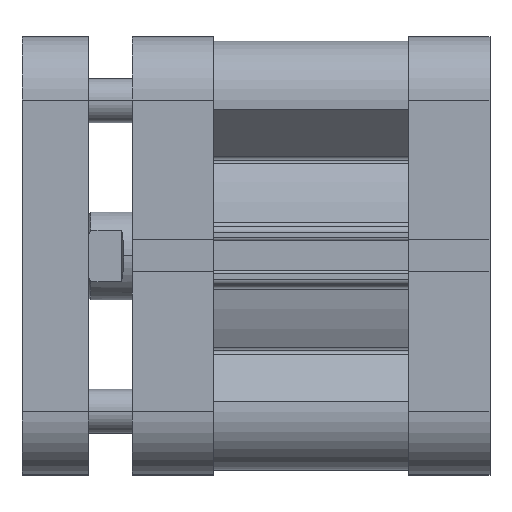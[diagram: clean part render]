
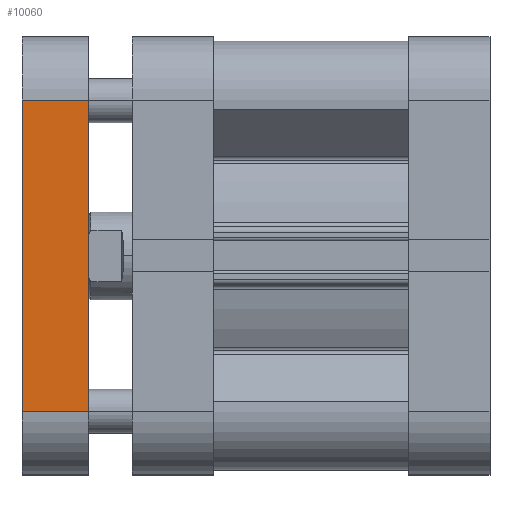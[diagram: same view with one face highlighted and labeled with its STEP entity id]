
A CAD part, top view. The second image highlights one B-rep face of the part: STEP entity #10060.
In plain terms, the highlighted planar face has unit normal (0, 0, 1).
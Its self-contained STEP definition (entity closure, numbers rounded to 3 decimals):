
#721 = PLANE ( 'NONE',  #6783 ) ;
#727 = CARTESIAN_POINT ( 'NONE',  ( 40.394, 39.75, 39.75 ) ) ;
#739 = DIRECTION ( 'NONE',  ( 0., 0., -1. ) ) ;
#741 = DIRECTION ( 'NONE',  ( 0., 1., 0. ) ) ;
#3950 = CARTESIAN_POINT ( 'NONE',  ( -15.821, 28.25, 39.75 ) ) ;
#3966 = CARTESIAN_POINT ( 'NONE',  ( -27.821, 28.25, 39.75 ) ) ;
#3972 = CARTESIAN_POINT ( 'NONE',  ( -27.821, -28.25, 39.75 ) ) ;
#3980 = CARTESIAN_POINT ( 'NONE',  ( -15.821, -28.25, 39.75 ) ) ;
#4407 = EDGE_LOOP ( 'NONE', ( #4419, #4453, #4427, #4440 ) ) ;
#4419 = ORIENTED_EDGE ( 'NONE', *, *, #6111, .T. ) ;
#4427 = ORIENTED_EDGE ( 'NONE', *, *, #6093, .T. ) ;
#4440 = ORIENTED_EDGE ( 'NONE', *, *, #6124, .T. ) ;
#4453 = ORIENTED_EDGE ( 'NONE', *, *, #6120, .T. ) ;
#5651 = VERTEX_POINT ( 'NONE', #3950 ) ;
#5667 = VERTEX_POINT ( 'NONE', #3966 ) ;
#5673 = VERTEX_POINT ( 'NONE', #3972 ) ;
#5681 = VERTEX_POINT ( 'NONE', #3980 ) ;
#6093 = EDGE_CURVE ( 'NONE', #5681, #5651, #9435, .T. ) ;
#6111 = EDGE_CURVE ( 'NONE', #5667, #5673, #9459, .T. ) ;
#6120 = EDGE_CURVE ( 'NONE', #5673, #5681, #9481, .T. ) ;
#6124 = EDGE_CURVE ( 'NONE', #5651, #5667, #9515, .T. ) ;
#6783 = AXIS2_PLACEMENT_3D ( 'NONE', #727, #739, #741 ) ;
#8117 = CARTESIAN_POINT ( 'NONE',  ( -15.821, 39.75, 39.75 ) ) ;
#8118 = DIRECTION ( 'NONE',  ( 0., 1., 0. ) ) ;
#8167 = CARTESIAN_POINT ( 'NONE',  ( -27.821, 39.75, 39.75 ) ) ;
#8168 = DIRECTION ( 'NONE',  ( 0., -1., 0. ) ) ;
#8180 = CARTESIAN_POINT ( 'NONE',  ( 40.394, -28.25, 39.75 ) ) ;
#8188 = DIRECTION ( 'NONE',  ( 1., 0., 0. ) ) ;
#8196 = CARTESIAN_POINT ( 'NONE',  ( -27.821, 28.25, 39.75 ) ) ;
#8197 = DIRECTION ( 'NONE',  ( -1., 0., 0. ) ) ;
#9435 = LINE ( 'NONE', #8117, #9438 ) ;
#9438 = VECTOR ( 'NONE', #8118, 1000. ) ;
#9459 = LINE ( 'NONE', #8167, #9469 ) ;
#9469 = VECTOR ( 'NONE', #8168, 1000. ) ;
#9481 = LINE ( 'NONE', #8180, #9502 ) ;
#9502 = VECTOR ( 'NONE', #8188, 1000. ) ;
#9515 = LINE ( 'NONE', #8196, #9517 ) ;
#9517 = VECTOR ( 'NONE', #8197, 1000. ) ;
#10060 = ADVANCED_FACE ( 'NONE', ( #10431 ), #721, .F. ) ;
#10431 = FACE_OUTER_BOUND ( 'NONE', #4407, .T. ) ;
